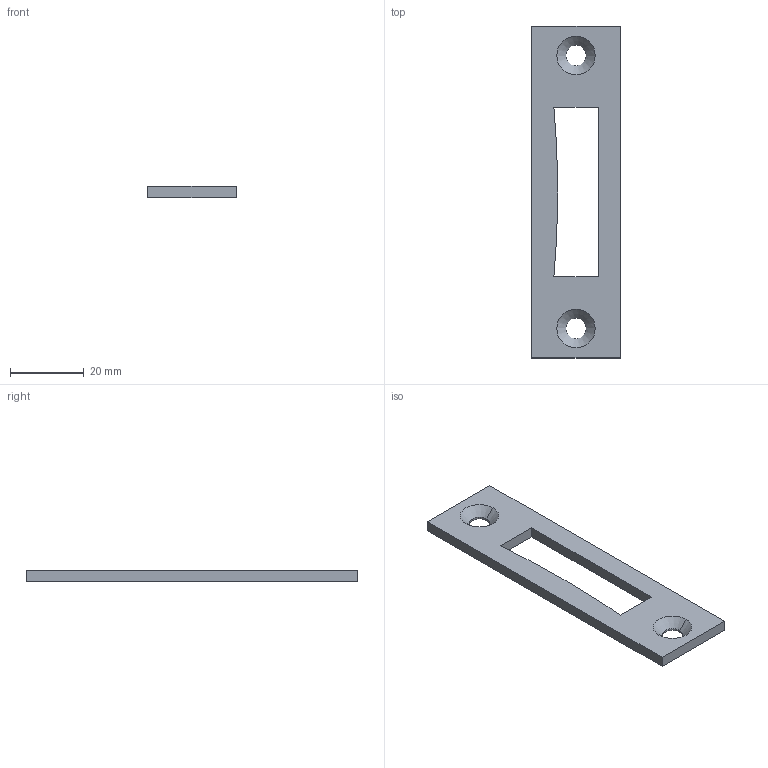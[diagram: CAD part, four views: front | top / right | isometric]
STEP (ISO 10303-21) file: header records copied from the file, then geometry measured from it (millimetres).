
FILE_DESCRIPTION (( 'STEP AP203' ), '1' );
FILE_NAME ('59120-SB.STEP', '2021-05-07T12:14:26', ( '' ), ( '' ), 'SwSTEP 2.0', 'SolidWorks 2018', '' );
FILE_SCHEMA (( 'CONFIG_CONTROL_DESIGN' ));
Length unit declared in the file: millimetre
Products named in the file (2): 59120-SB
Bounding box: 24 x 90 x 3 mm (x, y, z)
Volume: 4638.1 mm3; surface area: 4295.8 mm2
Topology: 1 solids, 1 shells, 277 faces, 749 edges, 498 vertices
Faces by surface type: plane 143, bspline 124, cylinder 6, cone 4
Entity records: 14646 total; most frequent: CARTESIAN_POINT 8346, ORIENTED_EDGE 1498, DIRECTION 827, EDGE_CURVE 749, VERTEX_POINT 498, LINE 485, VECTOR 485, EDGE_LOOP 307
